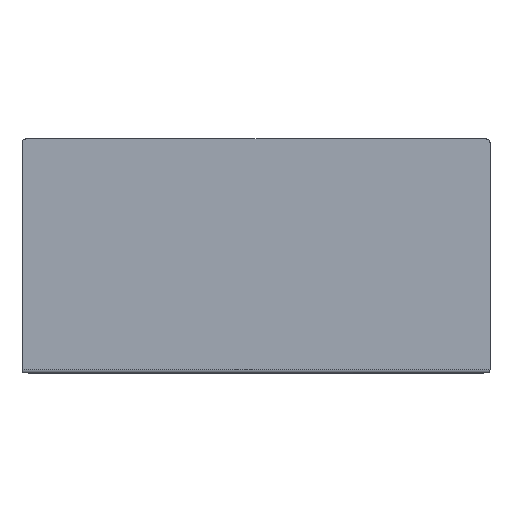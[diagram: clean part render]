
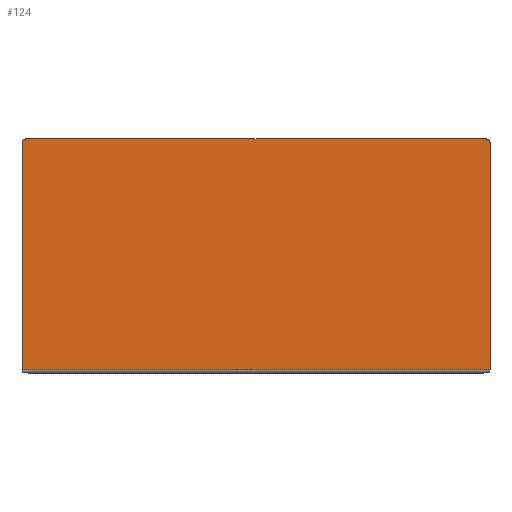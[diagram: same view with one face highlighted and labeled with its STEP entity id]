
A CAD part, top view. The second image highlights one B-rep face of the part: STEP entity #124.
In plain terms, the highlighted planar face has unit normal (0, 0, 1).
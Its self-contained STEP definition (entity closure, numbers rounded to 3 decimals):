
#9 = LINE ( 'NONE', #101, #615 ) ;
#33 = EDGE_CURVE ( 'NONE', #349, #137, #236, .T. ) ;
#49 = EDGE_CURVE ( 'NONE', #349, #1146, #309, .T. ) ;
#52 = CARTESIAN_POINT ( 'NONE',  ( -0.2, 4., 0. ) ) ;
#84 = ORIENTED_EDGE ( 'NONE', *, *, #33, .T. ) ;
#90 = EDGE_CURVE ( 'NONE', #137, #148, #9, .T. ) ;
#101 = CARTESIAN_POINT ( 'NONE',  ( 609.6, 305., 0. ) ) ;
#117 = DIRECTION ( 'NONE',  ( 0., -1., 0. ) ) ;
#122 = DIRECTION ( 'NONE',  ( 0., 0., -1. ) ) ;
#124 = ADVANCED_FACE ( 'NONE', ( #1177 ), #644, .F. ) ;
#137 = VERTEX_POINT ( 'NONE', #993 ) ;
#148 = VERTEX_POINT ( 'NONE', #975 ) ;
#157 = CARTESIAN_POINT ( 'NONE',  ( 4.8, 300., 0. ) ) ;
#162 = DIRECTION ( 'NONE',  ( 0., -1., 0. ) ) ;
#168 = LINE ( 'NONE', #252, #174 ) ;
#174 = VECTOR ( 'NONE', #162, 1000. ) ;
#177 = VECTOR ( 'NONE', #603, 1000. ) ;
#236 = CIRCLE ( 'NONE', #377, 5. ) ;
#252 = CARTESIAN_POINT ( 'NONE',  ( -0.2, 0., 0. ) ) ;
#289 = LINE ( 'NONE', #1133, #177 ) ;
#309 = LINE ( 'NONE', #322, #572 ) ;
#322 = CARTESIAN_POINT ( 'NONE',  ( 609.8, 0., 0. ) ) ;
#349 = VERTEX_POINT ( 'NONE', #906 ) ;
#377 = AXIS2_PLACEMENT_3D ( 'NONE', #1282, #1271, #435 ) ;
#435 = DIRECTION ( 'NONE',  ( -1., 0., 0. ) ) ;
#458 = EDGE_LOOP ( 'NONE', ( #522, #585, #501, #1062, #491, #84 ) ) ;
#491 = ORIENTED_EDGE ( 'NONE', *, *, #49, .F. ) ;
#501 = ORIENTED_EDGE ( 'NONE', *, *, #853, .T. ) ;
#504 = VERTEX_POINT ( 'NONE', #595 ) ;
#522 = ORIENTED_EDGE ( 'NONE', *, *, #90, .T. ) ;
#544 = EDGE_CURVE ( 'NONE', #148, #504, #1153, .T. ) ;
#548 = DIRECTION ( 'NONE',  ( -1., 0., 0. ) ) ;
#572 = VECTOR ( 'NONE', #117, 1000. ) ;
#585 = ORIENTED_EDGE ( 'NONE', *, *, #544, .T. ) ;
#595 = CARTESIAN_POINT ( 'NONE',  ( -0.2, 300., 0. ) ) ;
#603 = DIRECTION ( 'NONE',  ( -1., 0., 0. ) ) ;
#615 = VECTOR ( 'NONE', #1163, 1000. ) ;
#644 = PLANE ( 'NONE',  #744 ) ;
#744 = AXIS2_PLACEMENT_3D ( 'NONE', #1068, #122, #548 ) ;
#831 = DIRECTION ( 'NONE',  ( -1., 0., 0. ) ) ;
#853 = EDGE_CURVE ( 'NONE', #504, #1369, #168, .T. ) ;
#859 = AXIS2_PLACEMENT_3D ( 'NONE', #157, #999, #831 ) ;
#906 = CARTESIAN_POINT ( 'NONE',  ( 609.8, 300., 0. ) ) ;
#975 = CARTESIAN_POINT ( 'NONE',  ( 4.8, 305., 0. ) ) ;
#993 = CARTESIAN_POINT ( 'NONE',  ( 604.8, 305., 0. ) ) ;
#999 = DIRECTION ( 'NONE',  ( 0., 0., 1. ) ) ;
#1062 = ORIENTED_EDGE ( 'NONE', *, *, #1173, .F. ) ;
#1068 = CARTESIAN_POINT ( 'NONE',  ( 609.6, 0., 0. ) ) ;
#1133 = CARTESIAN_POINT ( 'NONE',  ( 609.6, 4., 0. ) ) ;
#1146 = VERTEX_POINT ( 'NONE', #1252 ) ;
#1153 = CIRCLE ( 'NONE', #859, 5. ) ;
#1163 = DIRECTION ( 'NONE',  ( -1., 0., 0. ) ) ;
#1173 = EDGE_CURVE ( 'NONE', #1146, #1369, #289, .T. ) ;
#1177 = FACE_OUTER_BOUND ( 'NONE', #458, .T. ) ;
#1252 = CARTESIAN_POINT ( 'NONE',  ( 609.8, 4., 0. ) ) ;
#1271 = DIRECTION ( 'NONE',  ( 0., 0., 1. ) ) ;
#1282 = CARTESIAN_POINT ( 'NONE',  ( 604.8, 300., 0. ) ) ;
#1369 = VERTEX_POINT ( 'NONE', #52 ) ;
